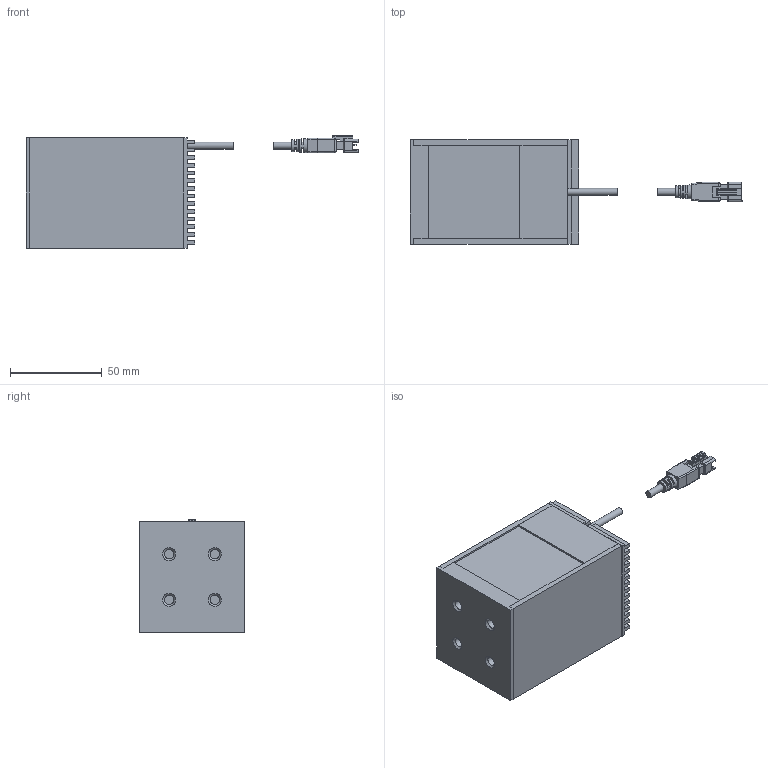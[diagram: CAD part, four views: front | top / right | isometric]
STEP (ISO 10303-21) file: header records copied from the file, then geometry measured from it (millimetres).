
FILE_DESCRIPTION(('STEP AP214'),'1');
FILE_NAME('LVL-5050.stp','2023-06-26T04:08:59',(' '),(' '),'Spatial InterOp 3D',' ',' ');
FILE_SCHEMA(('AUTOMOTIVE_DESIGN { 1 0 10303 214 1 1 1 1 }'));
Length unit declared in the file: metre
Products named in the file (3): LVL-5050; Component1; Component2
Assembly tree (2 placements, depth 2):
  LVL-5050
    Component1
    Component2
Bounding box: 181.15 x 57 x 61.6 mm (x, y, z)
Volume: 96799.1 mm3; surface area: 63794.2 mm2
Topology: 2 solids, 2 shells, 352 faces, 994 edges, 640 vertices
Faces by surface type: plane 292, cylinder 43, cone 5, bspline 4, torus 4, sphere 4
Full cylindrical faces by diameter (mm): 3.9 x2, 5 x4
Entity records: 14322 total; most frequent: CARTESIAN_POINT 2451, ORIENTED_EDGE 1928, DIRECTION 1746, EDGE_CURVE 964, LINE 832, VECTOR 832, VERTEX_POINT 628, AXIS2_PLACEMENT_3D 457
